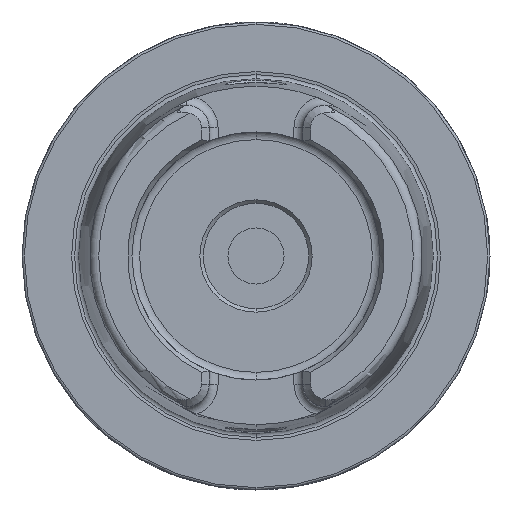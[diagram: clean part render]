
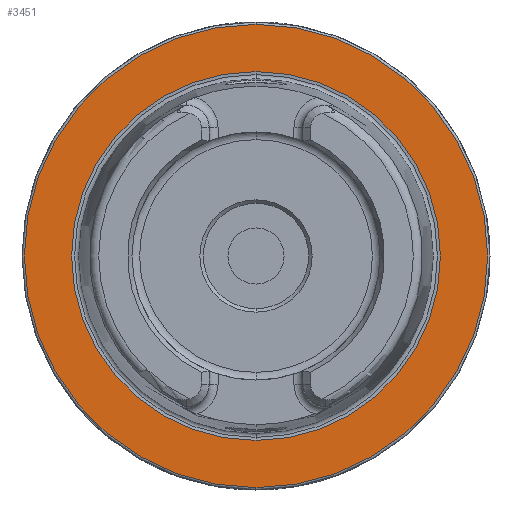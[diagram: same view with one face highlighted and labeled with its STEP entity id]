
A CAD part, left-side view. The second image highlights one B-rep face of the part: STEP entity #3451.
In plain terms, the highlighted planar face has unit normal (-1, 0, 0).
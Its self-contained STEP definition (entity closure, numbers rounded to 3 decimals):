
#591 = ORIENTED_EDGE ( 'NONE', *, *, #9471, .T. ) ;
#997 = CARTESIAN_POINT ( 'NONE',  ( 0., 0., -39.405 ) ) ;
#1018 = CARTESIAN_POINT ( 'NONE',  ( 0., 0., 0. ) ) ;
#1792 = PLANE ( 'NONE',  #4907 ) ;
#2036 = CIRCLE ( 'NONE', #9287, 49.5 ) ;
#2088 = FACE_OUTER_BOUND ( 'NONE', #8226, .T. ) ;
#2691 = DIRECTION ( 'NONE',  ( 0., 0., 1. ) ) ;
#2846 = CIRCLE ( 'NONE', #4815, 49.5 ) ;
#3019 = DIRECTION ( 'NONE',  ( 0., 0., 1. ) ) ;
#3239 = ORIENTED_EDGE ( 'NONE', *, *, #10402, .F. ) ;
#3256 = AXIS2_PLACEMENT_3D ( 'NONE', #6087, #7240, #12453 ) ;
#3451 = ADVANCED_FACE ( 'NONE', ( #7358, #2088 ), #1792, .F. ) ;
#4376 = CARTESIAN_POINT ( 'NONE',  ( 0., 0., 0. ) ) ;
#4476 = ORIENTED_EDGE ( 'NONE', *, *, #9120, .T. ) ;
#4815 = AXIS2_PLACEMENT_3D ( 'NONE', #4376, #9677, #6578 ) ;
#4895 = DIRECTION ( 'NONE',  ( 1., 0., 0. ) ) ;
#4907 = AXIS2_PLACEMENT_3D ( 'NONE', #8206, #4895, #10143 ) ;
#5074 = VERTEX_POINT ( 'NONE', #11071 ) ;
#5208 = EDGE_LOOP ( 'NONE', ( #6664, #3239 ) ) ;
#6087 = CARTESIAN_POINT ( 'NONE',  ( 0., 0., 0. ) ) ;
#6483 = CIRCLE ( 'NONE', #3256, 39.405 ) ;
#6578 = DIRECTION ( 'NONE',  ( 0., 0., 1. ) ) ;
#6664 = ORIENTED_EDGE ( 'NONE', *, *, #7741, .F. ) ;
#7198 = CARTESIAN_POINT ( 'NONE',  ( 0., 0., 49.5 ) ) ;
#7208 = VERTEX_POINT ( 'NONE', #13481 ) ;
#7240 = DIRECTION ( 'NONE',  ( -1., 0., 0. ) ) ;
#7358 = FACE_BOUND ( 'NONE', #5208, .T. ) ;
#7741 = EDGE_CURVE ( 'NONE', #5074, #13139, #6483, .T. ) ;
#7963 = CARTESIAN_POINT ( 'NONE',  ( 0., 0., 0. ) ) ;
#7990 = AXIS2_PLACEMENT_3D ( 'NONE', #1018, #12546, #3019 ) ;
#8206 = CARTESIAN_POINT ( 'NONE',  ( 0., 49.5, 0. ) ) ;
#8226 = EDGE_LOOP ( 'NONE', ( #4476, #591 ) ) ;
#9120 = EDGE_CURVE ( 'NONE', #10366, #7208, #2036, .T. ) ;
#9287 = AXIS2_PLACEMENT_3D ( 'NONE', #7963, #13120, #2691 ) ;
#9471 = EDGE_CURVE ( 'NONE', #7208, #10366, #2846, .T. ) ;
#9677 = DIRECTION ( 'NONE',  ( -1., 0., 0. ) ) ;
#10143 = DIRECTION ( 'NONE',  ( 0., 0., -1. ) ) ;
#10366 = VERTEX_POINT ( 'NONE', #7198 ) ;
#10402 = EDGE_CURVE ( 'NONE', #13139, #5074, #12828, .T. ) ;
#11071 = CARTESIAN_POINT ( 'NONE',  ( 0., 0., 39.405 ) ) ;
#12453 = DIRECTION ( 'NONE',  ( 0., 0., 1. ) ) ;
#12546 = DIRECTION ( 'NONE',  ( -1., 0., 0. ) ) ;
#12828 = CIRCLE ( 'NONE', #7990, 39.405 ) ;
#13120 = DIRECTION ( 'NONE',  ( -1., 0., 0. ) ) ;
#13139 = VERTEX_POINT ( 'NONE', #997 ) ;
#13481 = CARTESIAN_POINT ( 'NONE',  ( 0., 0., -49.5 ) ) ;
